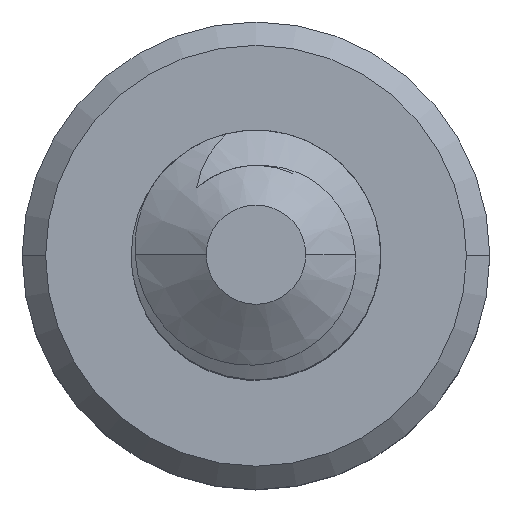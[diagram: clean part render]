
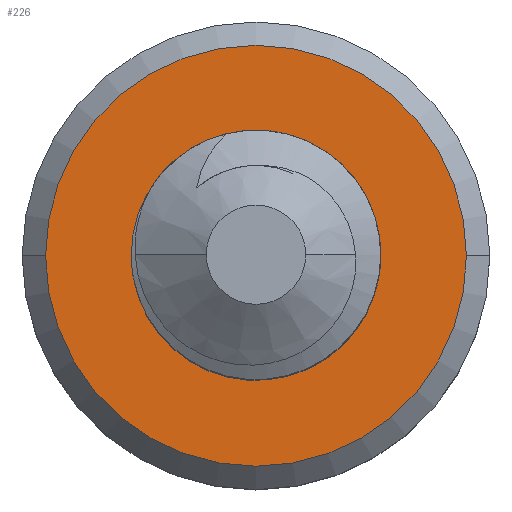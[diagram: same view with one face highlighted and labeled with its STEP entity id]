
A CAD part, top view. The second image highlights one B-rep face of the part: STEP entity #226.
In plain terms, the highlighted planar face has unit normal (0, 0, 1).
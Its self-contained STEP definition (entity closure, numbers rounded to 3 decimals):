
#118 = DIRECTION ( 'NONE',  ( -1., 0., 0. ) ) ;
#163 = CARTESIAN_POINT ( 'NONE',  ( 0.349, -0.72, -4. ) ) ;
#170 = ORIENTED_EDGE ( 'NONE', *, *, #1741, .T. ) ;
#226 = ADVANCED_FACE ( 'NONE', ( #3172, #1767 ), #1958, .F. ) ;
#257 = CARTESIAN_POINT ( 'NONE',  ( -0.576, -0.346, -4. ) ) ;
#319 = CARTESIAN_POINT ( 'NONE',  ( 0.777, 0.016, -4. ) ) ;
#341 = AXIS2_PLACEMENT_3D ( 'NONE', #1468, #3295, #1719 ) ;
#349 = CARTESIAN_POINT ( 'NONE',  ( -0.25, 0.515, -4. ) ) ;
#389 = ORIENTED_EDGE ( 'NONE', *, *, #3367, .T. ) ;
#393 = CIRCLE ( 'NONE', #769, 0.573 ) ;
#538 = CARTESIAN_POINT ( 'NONE',  ( -0.607, 0.063, -4. ) ) ;
#589 = CARTESIAN_POINT ( 'NONE',  ( 0.758, -0.257, -4. ) ) ;
#621 = VERTEX_POINT ( 'NONE', #1933 ) ;
#660 = DIRECTION ( 'NONE',  ( 0., 0., -1. ) ) ;
#740 = ORIENTED_EDGE ( 'NONE', *, *, #1625, .F. ) ;
#747 = DIRECTION ( 'NONE',  ( 0., 0., 1. ) ) ;
#748 = B_SPLINE_CURVE_WITH_KNOTS ( 'NONE', 3,
 ( #2633, #795, #2896, #1341, #3167, #1593, #3419, #1853, #257, #2117, #538, #2380 ),
 .UNSPECIFIED., .F., .F.,
 ( 4, 2, 2, 2, 2, 4 ),
 ( 0., 0., 0., 0.001, 0.001, 0.002 ),
 .UNSPECIFIED. ) ;
#756 = EDGE_LOOP ( 'NONE', ( #389, #1701 ) ) ;
#769 = AXIS2_PLACEMENT_3D ( 'NONE', #2243, #660, #2502 ) ;
#779 = EDGE_CURVE ( 'NONE', #621, #2513, #2092, .T. ) ;
#795 = CARTESIAN_POINT ( 'NONE',  ( 0.285, -0.742, -4. ) ) ;
#934 = VERTEX_POINT ( 'NONE', #163 ) ;
#1053 = AXIS2_PLACEMENT_3D ( 'NONE', #2320, #747, #2585 ) ;
#1113 = CARTESIAN_POINT ( 'NONE',  ( -0.139, 0.595, -4. ) ) ;
#1341 = CARTESIAN_POINT ( 'NONE',  ( 0.083, -0.765, -4. ) ) ;
#1390 = CARTESIAN_POINT ( 'NONE',  ( -0.001, 0.63, -4. ) ) ;
#1401 = CIRCLE ( 'NONE', #1053, 0.8 ) ;
#1468 = CARTESIAN_POINT ( 'NONE',  ( 0., 0., -4. ) ) ;
#1593 = CARTESIAN_POINT ( 'NONE',  ( -0.184, -0.723, -4. ) ) ;
#1625 = EDGE_CURVE ( 'NONE', #934, #2597, #1401, .T. ) ;
#1647 = CARTESIAN_POINT ( 'NONE',  ( 0.402, 0.562, -4. ) ) ;
#1696 = EDGE_LOOP ( 'NONE', ( #740, #170, #3227, #2106 ) ) ;
#1701 = ORIENTED_EDGE ( 'NONE', *, *, #779, .T. ) ;
#1719 = DIRECTION ( 'NONE',  ( -1., 0., 0. ) ) ;
#1741 = EDGE_CURVE ( 'NONE', #934, #2115, #748, .T. ) ;
#1745 = DIRECTION ( 'NONE',  ( 0., 0., 1. ) ) ;
#1757 = CARTESIAN_POINT ( 'NONE',  ( -1.35, 0., -4. ) ) ;
#1767 = FACE_BOUND ( 'NONE', #1696, .T. ) ;
#1831 = AXIS2_PLACEMENT_3D ( 'NONE', #3311, #1745, #118 ) ;
#1853 = CARTESIAN_POINT ( 'NONE',  ( -0.506, -0.468, -4. ) ) ;
#1909 = CARTESIAN_POINT ( 'NONE',  ( 0.69, 0.273, -4. ) ) ;
#1933 = CARTESIAN_POINT ( 'NONE',  ( 1.35, 0., -4. ) ) ;
#1950 = DIRECTION ( 'NONE',  ( 0., 0., -1. ) ) ;
#1958 = PLANE ( 'NONE',  #2835 ) ;
#2092 = CIRCLE ( 'NONE', #341, 1.35 ) ;
#2106 = ORIENTED_EDGE ( 'NONE', *, *, #3176, .T. ) ;
#2115 = VERTEX_POINT ( 'NONE', #2395 ) ;
#2117 = CARTESIAN_POINT ( 'NONE',  ( -0.628, -0.079, -4. ) ) ;
#2175 = CARTESIAN_POINT ( 'NONE',  ( 0.786, -0.123, -4. ) ) ;
#2225 = DIRECTION ( 'NONE',  ( -1., 0., 0. ) ) ;
#2243 = CARTESIAN_POINT ( 'NONE',  ( 0., 0., -4. ) ) ;
#2320 = CARTESIAN_POINT ( 'NONE',  ( 0., 0., -4. ) ) ;
#2332 = CIRCLE ( 'NONE', #1831, 1.35 ) ;
#2380 = CARTESIAN_POINT ( 'NONE',  ( -0.542, 0.184, -4. ) ) ;
#2395 = CARTESIAN_POINT ( 'NONE',  ( -0.542, 0.184, -4. ) ) ;
#2457 = B_SPLINE_CURVE_WITH_KNOTS ( 'NONE', 3,
 ( #2937, #1113, #1390, #3222, #1647, #3468, #1909, #319, #2175, #589 ),
 .UNSPECIFIED., .F., .F.,
 ( 4, 2, 2, 2, 4 ),
 ( 0., 0., 0.001, 0.001, 0.002 ),
 .UNSPECIFIED. ) ;
#2502 = DIRECTION ( 'NONE',  ( 1., 0., 0. ) ) ;
#2513 = VERTEX_POINT ( 'NONE', #1757 ) ;
#2585 = DIRECTION ( 'NONE',  ( 1., 0., 0. ) ) ;
#2597 = VERTEX_POINT ( 'NONE', #3378 ) ;
#2633 = CARTESIAN_POINT ( 'NONE',  ( 0.349, -0.72, -4. ) ) ;
#2835 = AXIS2_PLACEMENT_3D ( 'NONE', #3265, #1950, #2225 ) ;
#2896 = CARTESIAN_POINT ( 'NONE',  ( 0.218, -0.755, -4. ) ) ;
#2937 = CARTESIAN_POINT ( 'NONE',  ( -0.25, 0.515, -4. ) ) ;
#3167 = CARTESIAN_POINT ( 'NONE',  ( 0.014, -0.761, -4. ) ) ;
#3172 = FACE_OUTER_BOUND ( 'NONE', #756, .T. ) ;
#3176 = EDGE_CURVE ( 'NONE', #3257, #2597, #2457, .T. ) ;
#3222 = CARTESIAN_POINT ( 'NONE',  ( 0.271, 0.613, -4. ) ) ;
#3227 = ORIENTED_EDGE ( 'NONE', *, *, #3320, .T. ) ;
#3257 = VERTEX_POINT ( 'NONE', #349 ) ;
#3265 = CARTESIAN_POINT ( 'NONE',  ( 0., 0., -4. ) ) ;
#3295 = DIRECTION ( 'NONE',  ( 0., 0., 1. ) ) ;
#3311 = CARTESIAN_POINT ( 'NONE',  ( 0., 0., -4. ) ) ;
#3320 = EDGE_CURVE ( 'NONE', #2115, #3257, #393, .T. ) ;
#3367 = EDGE_CURVE ( 'NONE', #2513, #621, #2332, .T. ) ;
#3378 = CARTESIAN_POINT ( 'NONE',  ( 0.758, -0.257, -4. ) ) ;
#3419 = CARTESIAN_POINT ( 'NONE',  ( -0.31, -0.659, -4. ) ) ;
#3468 = CARTESIAN_POINT ( 'NONE',  ( 0.614, 0.39, -4. ) ) ;
